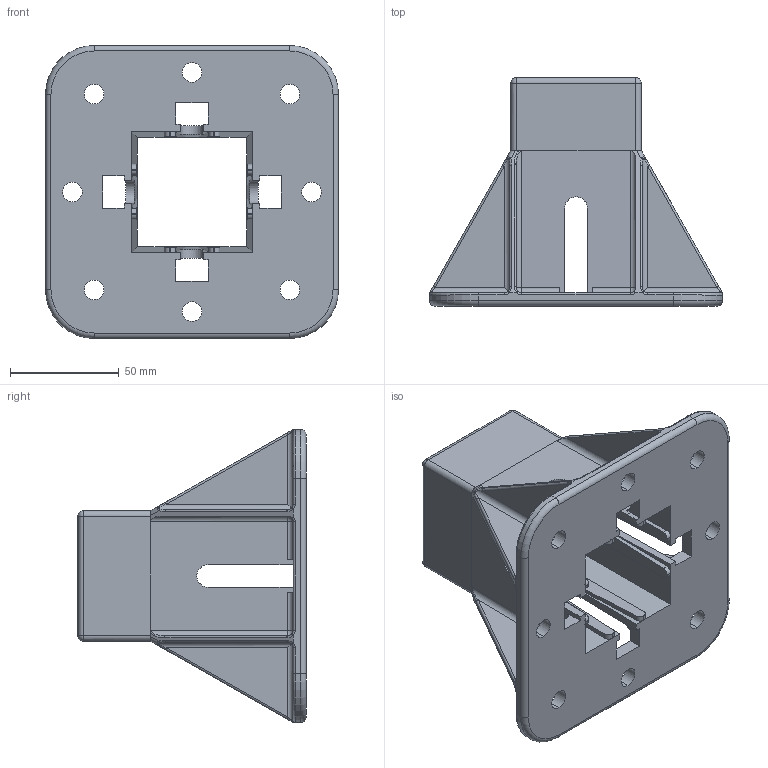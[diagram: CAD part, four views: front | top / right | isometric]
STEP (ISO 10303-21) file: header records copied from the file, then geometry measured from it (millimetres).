
FILE_DESCRIPTION(/* description */ ('BASE DI ANCOR. A PAVIMENTO PROF.50X50'),/* implementation_level */ '2;1');
FILE_NAME(/* name */ 'CPDFS0000008.stp',/* time_stamp */ '2018-11-09T10:04:45+01:00',/* author */ ('fzagni'),/* organization */ (''),/* preprocessor_version */ 'ST-DEVELOPER v16.1',/* originating_system */ 'Autodesk Inventor 2016',/* authorisation */ '');
FILE_SCHEMA (('AUTOMOTIVE_DESIGN { 1 0 10303 214 3 1 1 }'));
Length unit declared in the file: millimetre
Products named in the file (1): CPDFS0000008
Bounding box: 134.7 x 105 x 134.7 mm (x, y, z)
Volume: 198770.3 mm3; surface area: 93759.8 mm2
Topology: 1 solids, 1 shells, 302 faces, 812 edges, 492 vertices
Faces by surface type: plane 118, cylinder 116, bspline 32, torus 24, sphere 12
Entity records: 10518 total; most frequent: CARTESIAN_POINT 3021, ORIENTED_EDGE 1600, DIRECTION 1566, EDGE_CURVE 800, AXIS2_PLACEMENT_3D 563, VERTEX_POINT 492, LINE 440, VECTOR 440
